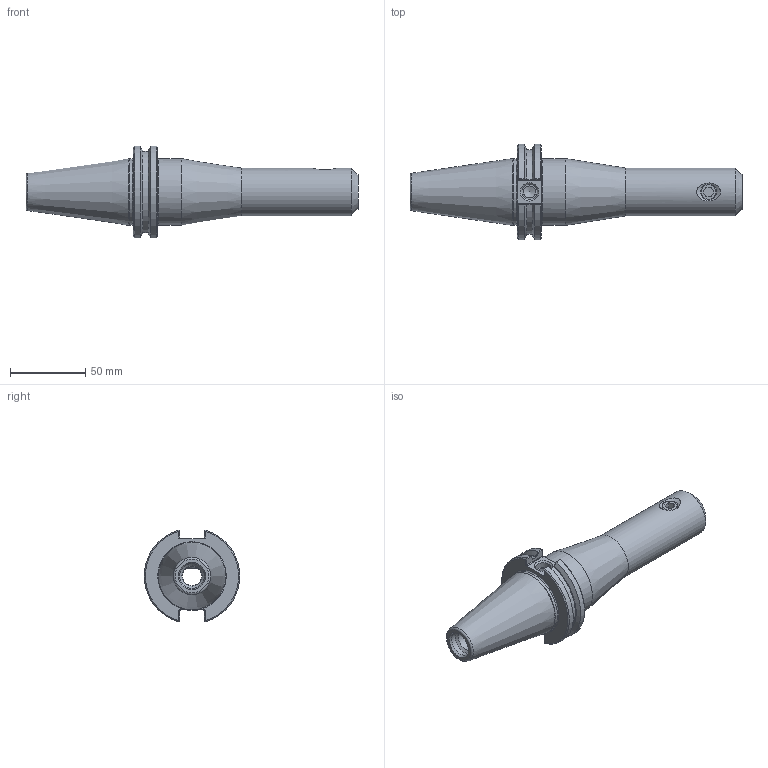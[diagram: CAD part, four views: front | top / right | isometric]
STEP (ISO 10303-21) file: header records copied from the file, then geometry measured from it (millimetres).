
FILE_DESCRIPTION((''),'2;1');
FILE_NAME('C40-50EM6.iam.stp','2014-07-07T09:43:35',(''),(''),'Autodesk Inventor 2012','Autodesk Inventor 2012','');
FILE_SCHEMA(('AUTOMOTIVE_DESIGN { 1 0 10303 214 1 1 1 1 }'));
Length unit declared in the file: inch
Products named in the file (3): C40-50EM6; C40-50EM6-1; 029-917
Assembly tree (2 placements, depth 2):
  C40-50EM6
    C40-50EM6-1
    029-917
Bounding box: 220.65 x 63.26 x 61.11 mm (x, y, z)
Volume: 213206.9 mm3; surface area: 40155.4 mm2
Topology: 2 solids, 2 shells, 100 faces, 261 edges, 167 vertices
Faces by surface type: plane 40, cylinder 28, cone 21, bspline 8, torus 3
Full cylindrical faces by diameter (mm): 8 x1, 9.728 x1, 10.135 x1, 11.113 x1, 12.7 x1, 13.386 x1, 16.459 x1, 31.75 x1, 43.942 x1, 44.45 x1
Entity records: 4084 total; most frequent: CARTESIAN_POINT 1707, ORIENTED_EDGE 454, DIRECTION 426, EDGE_CURVE 227, AXIS2_PLACEMENT_3D 163, VERTEX_POINT 159, EDGE_LOOP 132, FACE_OUTER_BOUND 100
